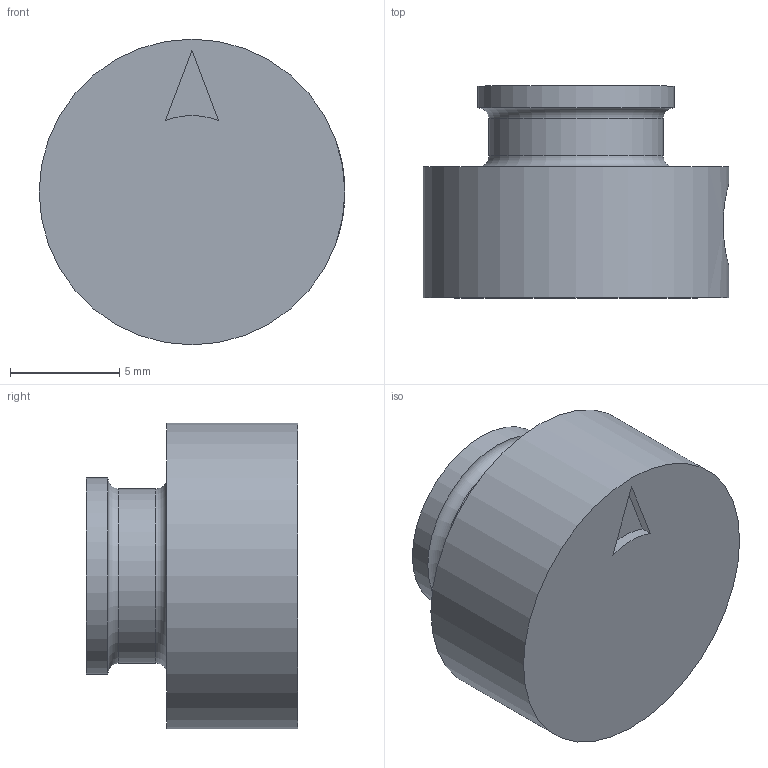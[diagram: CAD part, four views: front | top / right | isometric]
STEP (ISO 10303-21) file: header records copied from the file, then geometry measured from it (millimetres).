
FILE_DESCRIPTION(/* description */ (''),/* implementation_level */ '2;1');
FILE_NAME(/* name */ 'Encoder Driver Ring.step',/* time_stamp */ '2018-04-17T21:24:28-04:00',/* author */ ('scottziv'),/* organization */ (''),/* preprocessor_version */ 'ST-DEVELOPER v16.13',/* originating_system */ 'Autodesk Translation Framework v6.5.0.72',/* authorisation */ '');
FILE_SCHEMA (('AUTOMOTIVE_DESIGN { 1 0 10303 214 3 1 1 }'));
Length unit declared in the file: millimetre
Products named in the file (2): Dc Extruder; Encoder Driver Ring
Assembly tree (1 placements, depth 2):
  Dc Extruder
    Encoder Driver Ring
Bounding box: 14 x 9.7 x 14 mm (x, y, z)
Volume: 839.8 mm3; surface area: 871.4 mm2
Topology: 1 solids, 1 shells, 17 faces, 40 edges, 27 vertices
Faces by surface type: plane 9, cylinder 6, torus 2
Full cylindrical faces by diameter (mm): 3.8 x1, 8 x1, 9 x1, 14 x1
Entity records: 597 total; most frequent: CARTESIAN_POINT 121, DIRECTION 99, ORIENTED_EDGE 80, AXIS2_PLACEMENT_3D 41, EDGE_CURVE 40, VERTEX_POINT 27, EDGE_LOOP 21, CIRCLE 21
